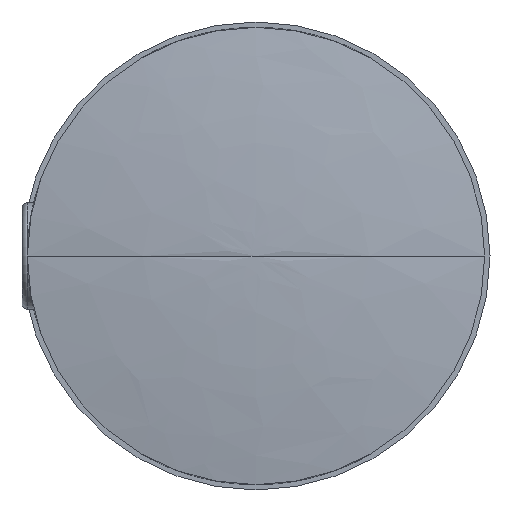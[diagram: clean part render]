
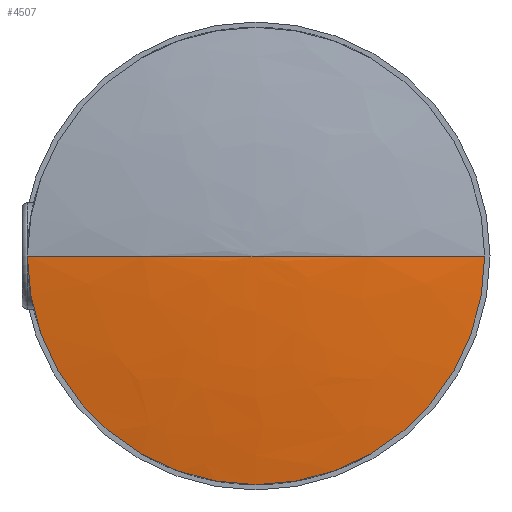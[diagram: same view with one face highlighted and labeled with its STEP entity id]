
A CAD part, left-side view. The second image highlights one B-rep face of the part: STEP entity #4507.
In plain terms, the highlighted free-form (B-spline) face has degree [2, 3] with [3, 4] control points.
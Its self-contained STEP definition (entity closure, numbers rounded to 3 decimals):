
#37 = CARTESIAN_POINT ( 'NONE',  ( -70.773, -5.274, 0. ) ) ;
#68 = CARTESIAN_POINT ( 'NONE',  ( -69.926, 0., -10.75 ) ) ;
#93 = CARTESIAN_POINT ( 'NONE',  ( -70.753, 0., 0. ) ) ;
#102 = ORIENTED_EDGE ( 'NONE', *, *, #429, .F. ) ;
#143 = DIRECTION ( 'NONE',  ( 0., 0., 1. ) ) ;
#257 = CARTESIAN_POINT ( 'NONE',  ( -69.926, -10.75, 0. ) ) ;
#282 = B_SPLINE_CURVE_WITH_KNOTS ( 'NONE', 2,
 ( #257, #4003, #2392 ),
 .UNSPECIFIED., .F., .F.,
 ( 3, 3 ),
 ( 0., 1. ),
 .UNSPECIFIED. ) ;
#300 = DIRECTION ( 'NONE',  ( -1., 0., 0. ) ) ;
#376 = EDGE_CURVE ( 'NONE', #4500, #3104, #4981, .T. ) ;
#429 = EDGE_CURVE ( 'NONE', #4350, #1244, #1602, .T. ) ;
#511 = CARTESIAN_POINT ( 'NONE',  ( -69.926, -10.75, 0. ) ) ;
#824 = DIRECTION ( 'NONE',  ( 0., 0., 1. ) ) ;
#869 = ORIENTED_EDGE ( 'NONE', *, *, #1437, .T. ) ;
#918 = CARTESIAN_POINT ( 'NONE',  ( -70.773, 5.274, 0. ) ) ;
#978 = CARTESIAN_POINT ( 'NONE',  ( -69.926, -10.75, -21.5 ) ) ;
#1244 = VERTEX_POINT ( 'NONE', #4734 ) ;
#1278 = CIRCLE ( 'NONE', #1457, 10.75 ) ;
#1392 = CARTESIAN_POINT ( 'NONE',  ( -70.753, 0., 0. ) ) ;
#1437 = EDGE_CURVE ( 'NONE', #4350, #4500, #1278, .T. ) ;
#1457 = AXIS2_PLACEMENT_3D ( 'NONE', #2071, #300, #824 ) ;
#1602 = B_SPLINE_CURVE_WITH_KNOTS ( 'NONE', 2,
 ( #5197, #918, #1392 ),
 .UNSPECIFIED., .F., .F.,
 ( 3, 3 ),
 ( 0., 1. ),
 .UNSPECIFIED. ) ;
#1764 = CARTESIAN_POINT ( 'NONE',  ( -70.773, 5.274, -10.547 ) ) ;
#2066 = CARTESIAN_POINT ( 'NONE',  ( -69.926, 0., 0. ) ) ;
#2071 = CARTESIAN_POINT ( 'NONE',  ( -69.926, 0., 0. ) ) ;
#2146 = CARTESIAN_POINT ( 'NONE',  ( -69.926, 10.75, 0. ) ) ;
#2201 = CARTESIAN_POINT ( 'NONE',  ( -70.773, 5.274, 0. ) ) ;
#2227 = CARTESIAN_POINT ( 'NONE',  ( -69.926, 10.75, -21.5 ) ) ;
#2392 = CARTESIAN_POINT ( 'NONE',  ( -70.753, 0., 0. ) ) ;
#3104 = VERTEX_POINT ( 'NONE', #3965 ) ;
#3385 = FACE_OUTER_BOUND ( 'NONE', #4794, .T. ) ;
#3428 = EDGE_CURVE ( 'NONE', #3104, #1244, #282, .T. ) ;
#3436 = CARTESIAN_POINT ( 'NONE',  ( -70.753, 0., 0. ) ) ;
#3734 = DIRECTION ( 'NONE',  ( -1., 0., 0. ) ) ;
#3777 =( BOUNDED_SURFACE ( )  B_SPLINE_SURFACE ( 2, 3, ( 
 ( #5067, #2227, #978, #511 ),
 ( #2201, #1764, #3873, #37 ),
 ( #4754, #3899, #3436, #93 ) ),
 .UNSPECIFIED., .F., .F., .T. ) 
 B_SPLINE_SURFACE_WITH_KNOTS ( ( 3, 3 ),
 ( 4, 4 ),
 ( 0., 1. ),
 ( 0., 1. ),
 .UNSPECIFIED. ) 
 GEOMETRIC_REPRESENTATION_ITEM ( )  RATIONAL_B_SPLINE_SURFACE ( (
 ( 1., 0.333, 0.333, 1.),
 ( 1., 0.333, 0.333, 1.),
 ( 1., 0.333, 0.333, 1.) ) ) 
 REPRESENTATION_ITEM ( '' )  SURFACE ( )  );
#3778 = ORIENTED_EDGE ( 'NONE', *, *, #376, .T. ) ;
#3873 = CARTESIAN_POINT ( 'NONE',  ( -70.773, -5.274, -10.547 ) ) ;
#3899 = CARTESIAN_POINT ( 'NONE',  ( -70.753, 0., 0. ) ) ;
#3965 = CARTESIAN_POINT ( 'NONE',  ( -69.926, -10.75, 0. ) ) ;
#4003 = CARTESIAN_POINT ( 'NONE',  ( -70.773, -5.274, 0. ) ) ;
#4010 = ORIENTED_EDGE ( 'NONE', *, *, #3428, .T. ) ;
#4350 = VERTEX_POINT ( 'NONE', #2146 ) ;
#4500 = VERTEX_POINT ( 'NONE', #68 ) ;
#4507 = ADVANCED_FACE ( 'NONE', ( #3385 ), #3777, .F. ) ;
#4734 = CARTESIAN_POINT ( 'NONE',  ( -70.753, 0., 0. ) ) ;
#4754 = CARTESIAN_POINT ( 'NONE',  ( -70.753, 0., 0. ) ) ;
#4794 = EDGE_LOOP ( 'NONE', ( #3778, #4010, #102, #869 ) ) ;
#4981 = CIRCLE ( 'NONE', #5332, 10.75 ) ;
#5067 = CARTESIAN_POINT ( 'NONE',  ( -69.926, 10.75, 0. ) ) ;
#5197 = CARTESIAN_POINT ( 'NONE',  ( -69.926, 10.75, 0. ) ) ;
#5332 = AXIS2_PLACEMENT_3D ( 'NONE', #2066, #3734, #143 ) ;
